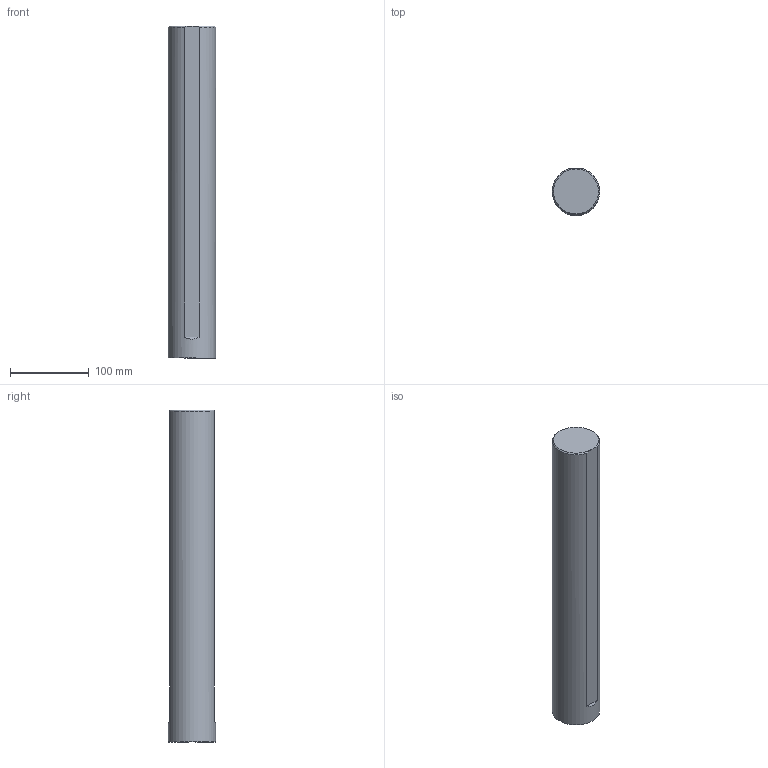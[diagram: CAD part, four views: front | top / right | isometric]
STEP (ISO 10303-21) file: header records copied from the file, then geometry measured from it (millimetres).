
FILE_DESCRIPTION(/* description */ (''),/* implementation_level */ '2;1');
FILE_NAME(/* name */ 'D60-A-421-BA060_Basic.stp',/* time_stamp */ '2021-10-11T07:28:52+06:00',/* author */ (''),/* organization */ (''),/* preprocessor_version */ 'ST-DEVELOPER v16.7',/* originating_system */ 'SIEMENS PLM Software NX 12.0',/* authorisation */ '');
FILE_SCHEMA (('AUTOMOTIVE_DESIGN { 1 0 10303 214 3 1 1 1 }'));
Length unit declared in the file: millimetre
Products named in the file (1): inpu0FECC7DBibrf
Bounding box: 59.93 x 59.97 x 421 mm (x, y, z)
Volume: 1146961.9 mm3; surface area: 87069.2 mm2
Topology: 1 solids, 1 shells, 25 faces, 64 edges, 45 vertices
Faces by surface type: plane 15, cylinder 6, cone 4
Full cylindrical faces by diameter (mm): 46 x1, 60 x1
Entity records: 821 total; most frequent: CARTESIAN_POINT 156, DIRECTION 132, ORIENTED_EDGE 120, EDGE_CURVE 60, AXIS2_PLACEMENT_3D 51, VERTEX_POINT 40, LINE 30, VECTOR 30
